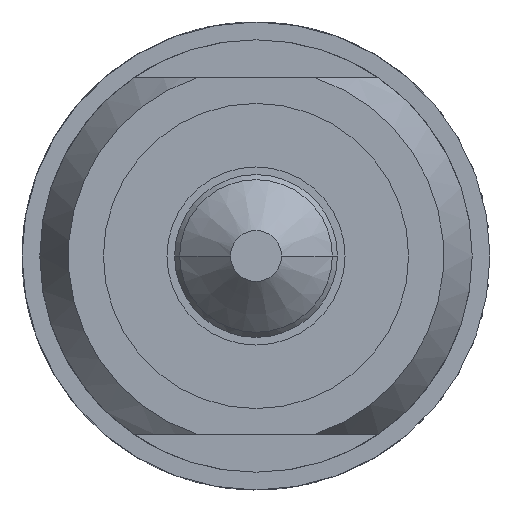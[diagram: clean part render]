
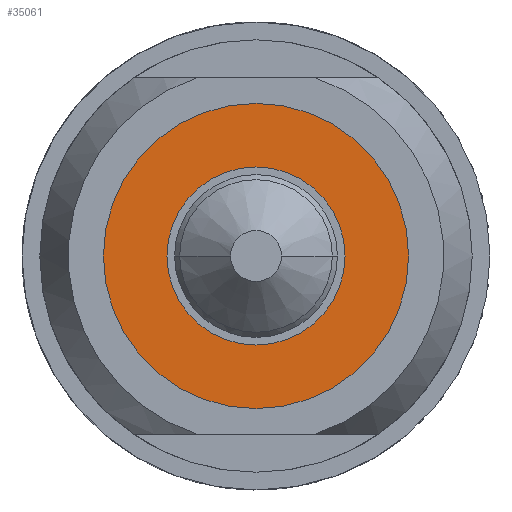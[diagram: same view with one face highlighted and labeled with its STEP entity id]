
A CAD part, left-side view. The second image highlights one B-rep face of the part: STEP entity #35061.
In plain terms, the highlighted planar face has unit normal (-1, 0, 0).
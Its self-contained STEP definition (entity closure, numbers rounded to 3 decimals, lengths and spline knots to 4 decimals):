
#9844=CARTESIAN_POINT('',(9.6,0.,0.));
#9845=DIRECTION('',(1.,0.,0.));
#9846=DIRECTION('',(0.,-1.,0.));
#9847=AXIS2_PLACEMENT_3D('',#9844,#9845,#9846);
#9849=CARTESIAN_POINT('',(9.6,0.,0.));
#9850=DIRECTION('',(1.,0.,0.));
#9851=DIRECTION('',(0.,1.,0.));
#9852=AXIS2_PLACEMENT_3D('',#9849,#9850,#9851);
#9854=CARTESIAN_POINT('',(9.6,0.,0.));
#9855=DIRECTION('',(-1.,0.,0.));
#9856=DIRECTION('',(0.,-1.,0.));
#9857=AXIS2_PLACEMENT_3D('',#9854,#9855,#9856);
#9859=CARTESIAN_POINT('',(9.6,0.,0.));
#9860=DIRECTION('',(-1.,0.,0.));
#9861=DIRECTION('',(0.,1.,0.));
#9862=AXIS2_PLACEMENT_3D('',#9859,#9860,#9861);
#17492=CARTESIAN_POINT('',(9.6,3.,0.));
#17493=CARTESIAN_POINT('',(9.6,-3.,0.));
#17494=VERTEX_POINT('',#17492);
#17495=VERTEX_POINT('',#17493);
#17496=CARTESIAN_POINT('',(9.6,-1.75,0.));
#17497=CARTESIAN_POINT('',(9.6,1.75,0.));
#17498=VERTEX_POINT('',#17496);
#17499=VERTEX_POINT('',#17497);
#35046=CARTESIAN_POINT('',(9.6,0.,0.));
#35047=DIRECTION('',(1.,0.,0.));
#35048=DIRECTION('',(0.,-1.,0.));
#35049=AXIS2_PLACEMENT_3D('',#35046,#35047,#35048);
#35050=PLANE('',#35049);
#35051=ORIENTED_EDGE('',*,*,#35040,.T.);
#35052=ORIENTED_EDGE('',*,*,#35026,.T.);
#35053=EDGE_LOOP('',(#35051,#35052));
#35054=FACE_OUTER_BOUND('',#35053,.F.);
#35056=ORIENTED_EDGE('',*,*,#35055,.T.);
#35058=ORIENTED_EDGE('',*,*,#35057,.T.);
#35059=EDGE_LOOP('',(#35056,#35058));
#35060=FACE_BOUND('',#35059,.F.);
#9848=CIRCLE('',#9847,3.);
#9853=CIRCLE('',#9852,3.);
#9858=CIRCLE('',#9857,1.75);
#9863=CIRCLE('',#9862,1.75);
#35026=EDGE_CURVE('',#17494,#17495,#9853,.T.);
#35040=EDGE_CURVE('',#17495,#17494,#9848,.T.);
#35055=EDGE_CURVE('',#17498,#17499,#9858,.T.);
#35057=EDGE_CURVE('',#17499,#17498,#9863,.T.);
#35061=ADVANCED_FACE('',(#35054,#35060),#35050,.F.);
